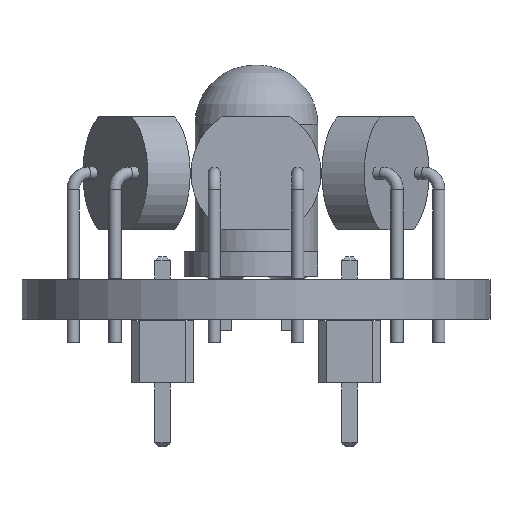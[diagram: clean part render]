
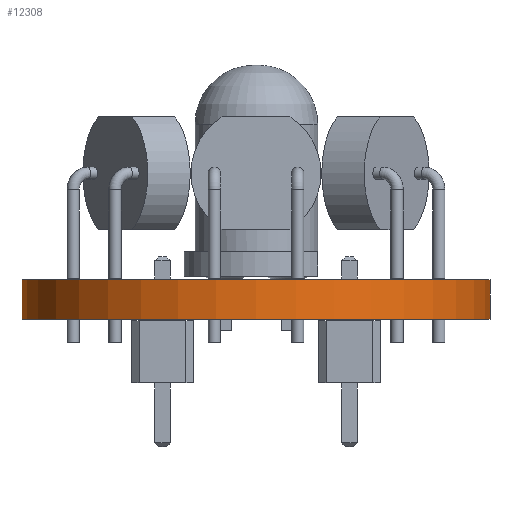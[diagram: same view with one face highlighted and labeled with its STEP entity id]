
A CAD part, front view. The second image highlights one B-rep face of the part: STEP entity #12308.
In plain terms, the highlighted cylindrical face has radius 9.546 mm (diameter 19.092 mm), a partial arc.
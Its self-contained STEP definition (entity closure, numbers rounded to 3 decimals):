
#12187 = EDGE_CURVE('',#12188,#12190,#12192,.T.);
#12188 = VERTEX_POINT('',#12189);
#12189 = CARTESIAN_POINT('',(-0.635,9.525,0.));
#12190 = VERTEX_POINT('',#12191);
#12191 = CARTESIAN_POINT('',(-0.635,9.525,1.6));
#12192 = SURFACE_CURVE('',#12193,(#12197,#12209),.PCURVE_S1.);
#12193 = LINE('',#12194,#12195);
#12194 = CARTESIAN_POINT('',(-0.635,9.525,0.));
#12195 = VECTOR('',#12196,1.);
#12196 = DIRECTION('',(0.,0.,1.));
#12197 = PCURVE('',#12198,#12203);
#12198 = CYLINDRICAL_SURFACE('',#12199,0.71);
#12199 = AXIS2_PLACEMENT_3D('',#12200,#12201,#12202);
#12200 = CARTESIAN_POINT('',(0.,9.843,0.));
#12201 = DIRECTION('',(0.,0.,-1.));
#12202 = DIRECTION('',(1.,0.,0.));
#12203 = DEFINITIONAL_REPRESENTATION('',(#12204),#12208);
#12204 = LINE('',#12205,#12206);
#12205 = CARTESIAN_POINT('',(-3.605,0.));
#12206 = VECTOR('',#12207,1.);
#12207 = DIRECTION('',(0.,-1.));
#12208 = ( GEOMETRIC_REPRESENTATION_CONTEXT(2) 
PARAMETRIC_REPRESENTATION_CONTEXT() REPRESENTATION_CONTEXT('2D SPACE',''
  ) );
#12209 = PCURVE('',#12210,#12215);
#12210 = CYLINDRICAL_SURFACE('',#12211,9.546);
#12211 = AXIS2_PLACEMENT_3D('',#12212,#12213,#12214);
#12212 = CARTESIAN_POINT('',(0.,0.,0.));
#12213 = DIRECTION('',(0.,0.,-1.));
#12214 = DIRECTION('',(1.,0.,0.));
#12215 = DEFINITIONAL_REPRESENTATION('',(#12216),#12220);
#12216 = LINE('',#12217,#12218);
#12217 = CARTESIAN_POINT('',(-1.637,0.));
#12218 = VECTOR('',#12219,1.);
#12219 = DIRECTION('',(0.,-1.));
#12220 = ( GEOMETRIC_REPRESENTATION_CONTEXT(2) 
PARAMETRIC_REPRESENTATION_CONTEXT() REPRESENTATION_CONTEXT('2D SPACE',''
  ) );
#12223 = VERTEX_POINT('',#12224);
#12224 = CARTESIAN_POINT('',(0.635,9.525,1.6));
#12239 = PLANE('',#12240);
#12240 = AXIS2_PLACEMENT_3D('',#12241,#12242,#12243);
#12241 = CARTESIAN_POINT('',(0.,0.158,1.6));
#12242 = DIRECTION('',(0.,0.,-1.));
#12243 = DIRECTION('',(-1.,0.,0.));
#12255 = EDGE_CURVE('',#12256,#12223,#12258,.T.);
#12256 = VERTEX_POINT('',#12257);
#12257 = CARTESIAN_POINT('',(0.635,9.525,0.));
#12258 = SURFACE_CURVE('',#12259,(#12263,#12270),.PCURVE_S1.);
#12259 = LINE('',#12260,#12261);
#12260 = CARTESIAN_POINT('',(0.635,9.525,0.));
#12261 = VECTOR('',#12262,1.);
#12262 = DIRECTION('',(0.,0.,1.));
#12263 = PCURVE('',#12198,#12264);
#12264 = DEFINITIONAL_REPRESENTATION('',(#12265),#12269);
#12265 = LINE('',#12266,#12267);
#12266 = CARTESIAN_POINT('',(-5.82,0.));
#12267 = VECTOR('',#12268,1.);
#12268 = DIRECTION('',(0.,-1.));
#12269 = ( GEOMETRIC_REPRESENTATION_CONTEXT(2) 
PARAMETRIC_REPRESENTATION_CONTEXT() REPRESENTATION_CONTEXT('2D SPACE',''
  ) );
#12270 = PCURVE('',#12210,#12271);
#12271 = DEFINITIONAL_REPRESENTATION('',(#12272),#12276);
#12272 = LINE('',#12273,#12274);
#12273 = CARTESIAN_POINT('',(-7.787,0.));
#12274 = VECTOR('',#12275,1.);
#12275 = DIRECTION('',(0.,-1.));
#12276 = ( GEOMETRIC_REPRESENTATION_CONTEXT(2) 
PARAMETRIC_REPRESENTATION_CONTEXT() REPRESENTATION_CONTEXT('2D SPACE',''
  ) );
#12293 = PLANE('',#12294);
#12294 = AXIS2_PLACEMENT_3D('',#12295,#12296,#12297);
#12295 = CARTESIAN_POINT('',(0.,0.158,0.
    ));
#12296 = DIRECTION('',(0.,0.,-1.));
#12297 = DIRECTION('',(-1.,0.,0.));
#12308 = ADVANCED_FACE('',(#12309),#12210,.T.);
#12309 = FACE_BOUND('',#12310,.F.);
#12310 = EDGE_LOOP('',(#12311,#12312,#12338,#12339));
#12311 = ORIENTED_EDGE('',*,*,#12187,.T.);
#12312 = ORIENTED_EDGE('',*,*,#12313,.T.);
#12313 = EDGE_CURVE('',#12190,#12223,#12314,.T.);
#12314 = SURFACE_CURVE('',#12315,(#12320,#12327),.PCURVE_S1.);
#12315 = CIRCLE('',#12316,9.546);
#12316 = AXIS2_PLACEMENT_3D('',#12317,#12318,#12319);
#12317 = CARTESIAN_POINT('',(0.,0.,1.6));
#12318 = DIRECTION('',(0.,0.,1.));
#12319 = DIRECTION('',(1.,0.,0.));
#12320 = PCURVE('',#12210,#12321);
#12321 = DEFINITIONAL_REPRESENTATION('',(#12322),#12326);
#12322 = LINE('',#12323,#12324);
#12323 = CARTESIAN_POINT('',(0.,-1.6));
#12324 = VECTOR('',#12325,1.);
#12325 = DIRECTION('',(-1.,0.));
#12326 = ( GEOMETRIC_REPRESENTATION_CONTEXT(2) 
PARAMETRIC_REPRESENTATION_CONTEXT() REPRESENTATION_CONTEXT('2D SPACE',''
  ) );
#12327 = PCURVE('',#12239,#12328);
#12328 = DEFINITIONAL_REPRESENTATION('',(#12329),#12337);
#12329 = ( BOUNDED_CURVE() B_SPLINE_CURVE(2,(#12330,#12331,#12332,#12333
    ,#12334,#12335,#12336),.UNSPECIFIED.,.F.,.F.) 
B_SPLINE_CURVE_WITH_KNOTS((1,2,2,2,2,1),(-2.094,0.,
    2.094,4.189,6.283,8.378),
.UNSPECIFIED.) CURVE() GEOMETRIC_REPRESENTATION_ITEM() 
RATIONAL_B_SPLINE_CURVE((1.,0.5,1.,0.5,1.,0.5,1.)) REPRESENTATION_ITEM(
  '') );
#12330 = CARTESIAN_POINT('',(-9.546,-0.158));
#12331 = CARTESIAN_POINT('',(-9.546,16.376));
#12332 = CARTESIAN_POINT('',(4.773,8.109));
#12333 = CARTESIAN_POINT('',(19.092,-0.158));
#12334 = CARTESIAN_POINT('',(4.773,-8.425));
#12335 = CARTESIAN_POINT('',(-9.546,-16.693));
#12336 = CARTESIAN_POINT('',(-9.546,-0.158));
#12337 = ( GEOMETRIC_REPRESENTATION_CONTEXT(2) 
PARAMETRIC_REPRESENTATION_CONTEXT() REPRESENTATION_CONTEXT('2D SPACE',''
  ) );
#12338 = ORIENTED_EDGE('',*,*,#12255,.F.);
#12339 = ORIENTED_EDGE('',*,*,#12340,.F.);
#12340 = EDGE_CURVE('',#12188,#12256,#12341,.T.);
#12341 = SURFACE_CURVE('',#12342,(#12347,#12354),.PCURVE_S1.);
#12342 = CIRCLE('',#12343,9.546);
#12343 = AXIS2_PLACEMENT_3D('',#12344,#12345,#12346);
#12344 = CARTESIAN_POINT('',(0.,0.,0.));
#12345 = DIRECTION('',(0.,0.,1.));
#12346 = DIRECTION('',(1.,0.,0.));
#12347 = PCURVE('',#12210,#12348);
#12348 = DEFINITIONAL_REPRESENTATION('',(#12349),#12353);
#12349 = LINE('',#12350,#12351);
#12350 = CARTESIAN_POINT('',(0.,0.));
#12351 = VECTOR('',#12352,1.);
#12352 = DIRECTION('',(-1.,0.));
#12353 = ( GEOMETRIC_REPRESENTATION_CONTEXT(2) 
PARAMETRIC_REPRESENTATION_CONTEXT() REPRESENTATION_CONTEXT('2D SPACE',''
  ) );
#12354 = PCURVE('',#12293,#12355);
#12355 = DEFINITIONAL_REPRESENTATION('',(#12356),#12364);
#12356 = ( BOUNDED_CURVE() B_SPLINE_CURVE(2,(#12357,#12358,#12359,#12360
    ,#12361,#12362,#12363),.UNSPECIFIED.,.F.,.F.) 
B_SPLINE_CURVE_WITH_KNOTS((1,2,2,2,2,1),(-2.094,0.,
    2.094,4.189,6.283,8.378),
.UNSPECIFIED.) CURVE() GEOMETRIC_REPRESENTATION_ITEM() 
RATIONAL_B_SPLINE_CURVE((1.,0.5,1.,0.5,1.,0.5,1.)) REPRESENTATION_ITEM(
  '') );
#12357 = CARTESIAN_POINT('',(-9.546,-0.158));
#12358 = CARTESIAN_POINT('',(-9.546,16.376));
#12359 = CARTESIAN_POINT('',(4.773,8.109));
#12360 = CARTESIAN_POINT('',(19.092,-0.158));
#12361 = CARTESIAN_POINT('',(4.773,-8.425));
#12362 = CARTESIAN_POINT('',(-9.546,-16.693));
#12363 = CARTESIAN_POINT('',(-9.546,-0.158));
#12364 = ( GEOMETRIC_REPRESENTATION_CONTEXT(2) 
PARAMETRIC_REPRESENTATION_CONTEXT() REPRESENTATION_CONTEXT('2D SPACE',''
  ) );
